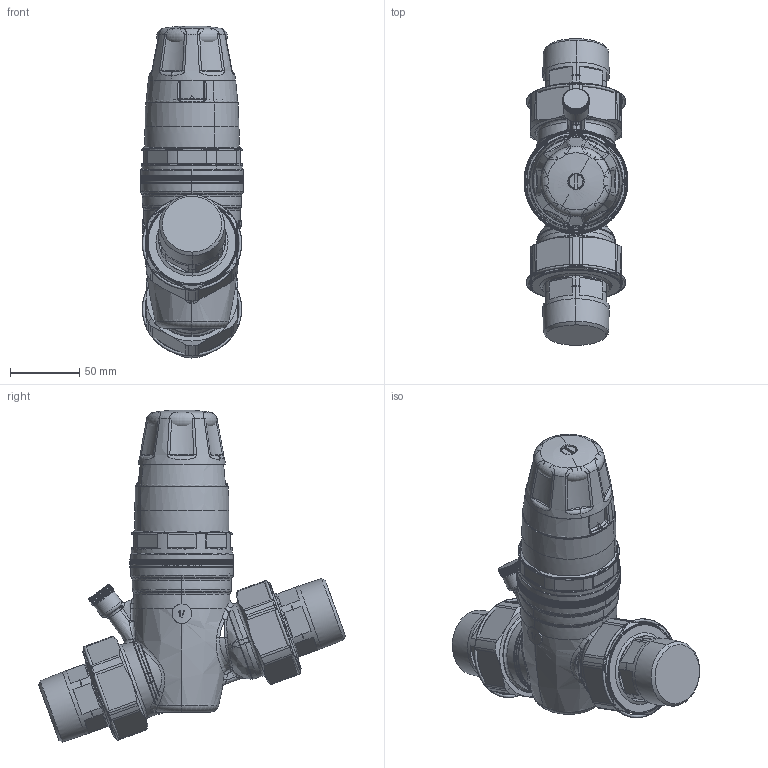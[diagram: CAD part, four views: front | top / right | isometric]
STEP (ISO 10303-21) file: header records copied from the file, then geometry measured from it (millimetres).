
FILE_DESCRIPTION((''),'2;1');
FILE_NAME('535080_ALLCATPART__SW0001','2017-03-09T',('sparenzan'),(''),'CREO PARAMETRIC BY PTC INC, 2016050','CREO PARAMETRIC BY PTC INC, 2016050','');
FILE_SCHEMA(('CONFIG_CONTROL_DESIGN'));
Products named in the file (1): 535080_ALLCATPART__SW0001
Bounding box: 75 x 221.4 x 239.61 mm (x, y, z)
Surface area: 238861 mm2 (no closed solid volume)
Topology: 0 solids, 0 shells, 1191 faces, 7071 edges, 6919 vertices
Faces by surface type: bspline 1018, torus 157, sphere 16
Entity records: 157585 total; most frequent: CARTESIAN_POINT 103408, DIRECTION 7480, DEFINITIONAL_REPRESENTATION 6780, PCURVE 6780, COMPOSITE_CURVE_SEGMENT 6780, TRIMMED_CURVE 6045, VECTOR 4956, LINE 4956
